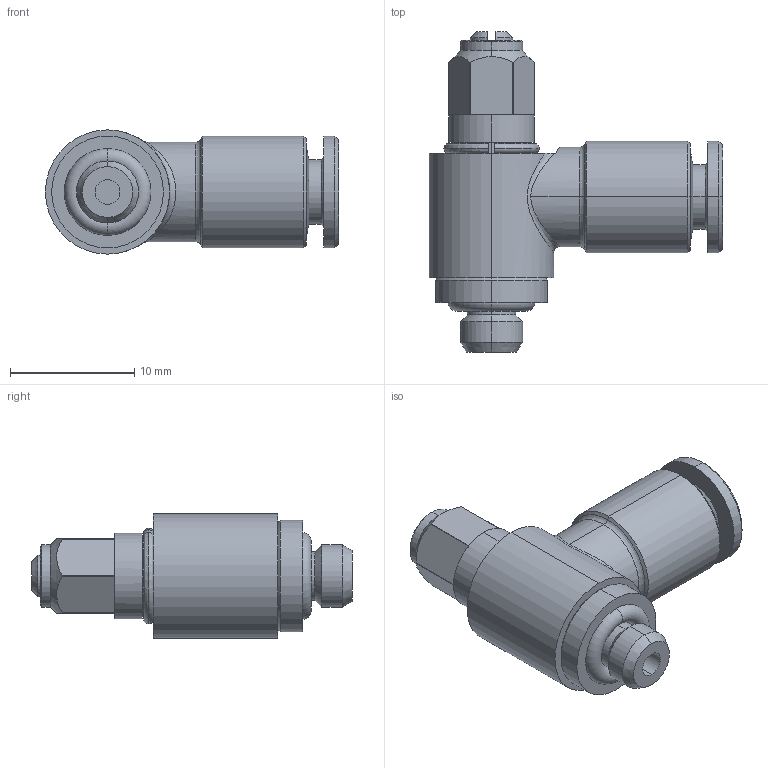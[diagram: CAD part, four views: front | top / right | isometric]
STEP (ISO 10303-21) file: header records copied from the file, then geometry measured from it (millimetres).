
FILE_DESCRIPTION (( 'STEP AP203' ), '1' );
FILE_NAME ('04080V10.STEP', '2010-04-29T08:40:11', ( '' ), ( 'sopra-pneumatic' ), 'SwSTEP 2.0', 'SolidWorks 2009', '' );
FILE_SCHEMA (( 'CONFIG_CONTROL_DESIGN' ));
Length unit declared in the file: millimetre
Products named in the file (1): 04080V10
Bounding box: 23.6 x 25.8 x 10 mm (x, y, z)
Volume: 1874.8 mm3; surface area: 1576.6 mm2
Topology: 2 solids, 4 shells, 103 faces, 222 edges, 138 vertices
Faces by surface type: cylinder 36, plane 34, cone 26, torus 6, bspline 1
Entity records: 3682 total; most frequent: CARTESIAN_POINT 1323, DIRECTION 513, ORIENTED_EDGE 444, EDGE_CURVE 222, AXIS2_PLACEMENT_3D 214, VERTEX_POINT 138, EDGE_LOOP 114, CIRCLE 111
